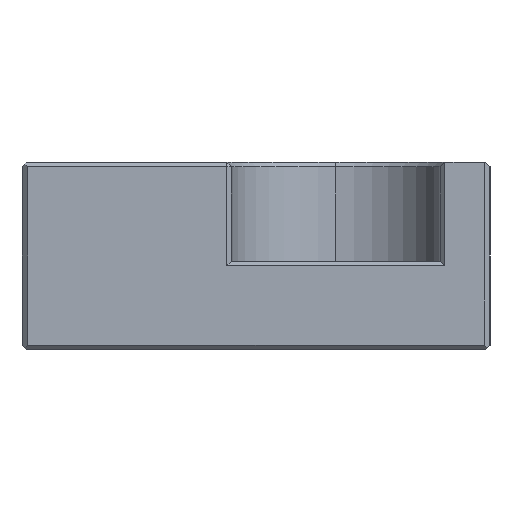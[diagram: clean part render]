
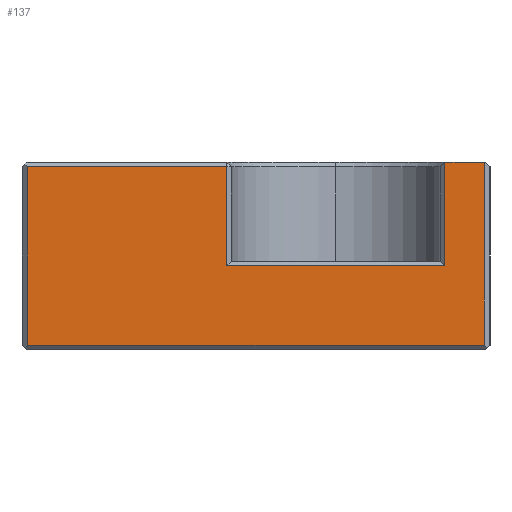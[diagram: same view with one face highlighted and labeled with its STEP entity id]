
A CAD part, left-side view. The second image highlights one B-rep face of the part: STEP entity #137.
In plain terms, the highlighted planar face has unit normal (-1, 0, 0).
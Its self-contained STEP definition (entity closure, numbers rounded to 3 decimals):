
#40 = ORIENTED_EDGE ( 'NONE', *, *, #1666, .F. ) ;
#81 = VECTOR ( 'NONE', #1080, 1000. ) ;
#104 = ORIENTED_EDGE ( 'NONE', *, *, #1551, .T. ) ;
#137 = ADVANCED_FACE ( 'NONE', ( #1348 ), #876, .F. ) ;
#149 = CARTESIAN_POINT ( 'NONE',  ( -6., -4.25, 1.7 ) ) ;
#319 = CARTESIAN_POINT ( 'NONE',  ( -6., -4.25, 1.62 ) ) ;
#397 = VECTOR ( 'NONE', #411, 1000. ) ;
#411 = DIRECTION ( 'NONE',  ( 0., 0., -1. ) ) ;
#421 = LINE ( 'NONE', #319, #1884 ) ;
#436 = CARTESIAN_POINT ( 'NONE',  ( -6., -4.15, -1.62 ) ) ;
#477 = VERTEX_POINT ( 'NONE', #436 ) ;
#478 = DIRECTION ( 'NONE',  ( 0., 0., -1. ) ) ;
#522 = CARTESIAN_POINT ( 'NONE',  ( -6., -4.25, 1.7 ) ) ;
#554 = CARTESIAN_POINT ( 'NONE',  ( -6., 0.53, 1.7 ) ) ;
#587 = EDGE_CURVE ( 'NONE', #624, #2138, #421, .T. ) ;
#605 = LINE ( 'NONE', #1526, #1902 ) ;
#624 = VERTEX_POINT ( 'NONE', #2265 ) ;
#690 = CARTESIAN_POINT ( 'NONE',  ( -6., 0.53, -0.18 ) ) ;
#733 = VECTOR ( 'NONE', #969, 1000. ) ;
#758 = ORIENTED_EDGE ( 'NONE', *, *, #1117, .T. ) ;
#769 = CARTESIAN_POINT ( 'NONE',  ( -6., 4.15, 1.7 ) ) ;
#807 = CARTESIAN_POINT ( 'NONE',  ( -6., -4.15, 1.7 ) ) ;
#876 = PLANE ( 'NONE',  #1240 ) ;
#878 = DIRECTION ( 'NONE',  ( 0., -1., 0. ) ) ;
#963 = CARTESIAN_POINT ( 'NONE',  ( -6., 0.45, -0.18 ) ) ;
#969 = DIRECTION ( 'NONE',  ( 0., 1., 0. ) ) ;
#975 = CARTESIAN_POINT ( 'NONE',  ( -6., -4.15, 1.7 ) ) ;
#978 = ORIENTED_EDGE ( 'NONE', *, *, #1722, .T. ) ;
#985 = LINE ( 'NONE', #769, #397 ) ;
#999 = EDGE_CURVE ( 'NONE', #2206, #1158, #1271, .T. ) ;
#1054 = CARTESIAN_POINT ( 'NONE',  ( -6., -4.15, -1.62 ) ) ;
#1080 = DIRECTION ( 'NONE',  ( 0., 0., 1. ) ) ;
#1088 = LINE ( 'NONE', #554, #81 ) ;
#1117 = EDGE_CURVE ( 'NONE', #1340, #2206, #605, .T. ) ;
#1131 = ORIENTED_EDGE ( 'NONE', *, *, #1305, .T. ) ;
#1152 = LINE ( 'NONE', #1054, #2039 ) ;
#1158 = VERTEX_POINT ( 'NONE', #690 ) ;
#1237 = DIRECTION ( 'NONE',  ( 0., -1., 0. ) ) ;
#1240 = AXIS2_PLACEMENT_3D ( 'NONE', #149, #1915, #1584 ) ;
#1252 = LINE ( 'NONE', #975, #1885 ) ;
#1254 = CARTESIAN_POINT ( 'NONE',  ( -6., 4.15, -1.62 ) ) ;
#1266 = CARTESIAN_POINT ( 'NONE',  ( -6., -3.43, 1.7 ) ) ;
#1271 = LINE ( 'NONE', #963, #733 ) ;
#1284 = LINE ( 'NONE', #522, #2032 ) ;
#1305 = EDGE_CURVE ( 'NONE', #1158, #624, #1088, .T. ) ;
#1340 = VERTEX_POINT ( 'NONE', #1266 ) ;
#1348 = FACE_OUTER_BOUND ( 'NONE', #2101, .T. ) ;
#1417 = EDGE_CURVE ( 'NONE', #2138, #1904, #985, .T. ) ;
#1526 = CARTESIAN_POINT ( 'NONE',  ( -6., -3.43, 1.7 ) ) ;
#1541 = CARTESIAN_POINT ( 'NONE',  ( -6., -3.43, -0.18 ) ) ;
#1551 = EDGE_CURVE ( 'NONE', #477, #2195, #1252, .T. ) ;
#1570 = DIRECTION ( 'NONE',  ( 0., 1., 0. ) ) ;
#1584 = DIRECTION ( 'NONE',  ( 0., 0., -1. ) ) ;
#1602 = ORIENTED_EDGE ( 'NONE', *, *, #1417, .T. ) ;
#1666 = EDGE_CURVE ( 'NONE', #1340, #2195, #1284, .T. ) ;
#1702 = DIRECTION ( 'NONE',  ( 0., 0., 1. ) ) ;
#1722 = EDGE_CURVE ( 'NONE', #1904, #477, #1152, .T. ) ;
#1884 = VECTOR ( 'NONE', #1570, 1000. ) ;
#1885 = VECTOR ( 'NONE', #1702, 1000. ) ;
#1902 = VECTOR ( 'NONE', #478, 1000. ) ;
#1904 = VERTEX_POINT ( 'NONE', #1254 ) ;
#1915 = DIRECTION ( 'NONE',  ( 1., 0., 0. ) ) ;
#1998 = ORIENTED_EDGE ( 'NONE', *, *, #999, .T. ) ;
#2009 = ORIENTED_EDGE ( 'NONE', *, *, #587, .T. ) ;
#2032 = VECTOR ( 'NONE', #1237, 1000. ) ;
#2039 = VECTOR ( 'NONE', #878, 1000. ) ;
#2056 = CARTESIAN_POINT ( 'NONE',  ( -6., 4.15, 1.62 ) ) ;
#2101 = EDGE_LOOP ( 'NONE', ( #1602, #978, #104, #40, #758, #1998, #1131, #2009 ) ) ;
#2138 = VERTEX_POINT ( 'NONE', #2056 ) ;
#2195 = VERTEX_POINT ( 'NONE', #807 ) ;
#2206 = VERTEX_POINT ( 'NONE', #1541 ) ;
#2265 = CARTESIAN_POINT ( 'NONE',  ( -6., 0.53, 1.62 ) ) ;
